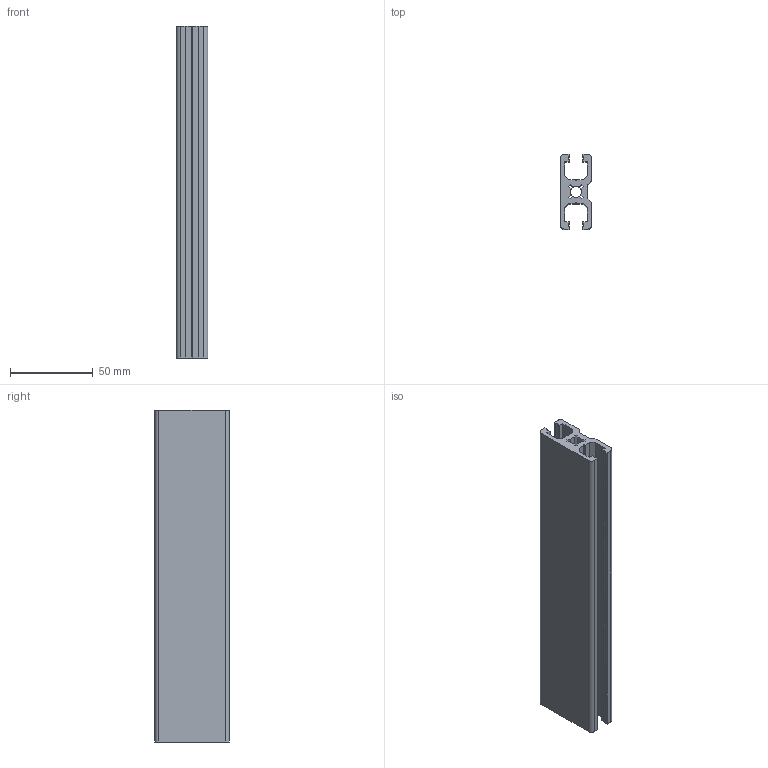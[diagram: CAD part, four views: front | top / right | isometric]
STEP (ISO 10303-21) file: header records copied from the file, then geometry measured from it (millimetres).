
FILE_DESCRIPTION (( 'STEP AP203' ), '1' );
FILE_NAME ('006849 REF 01945.STEP', '2015-12-01T11:53:40', ( '' ), ( '' ), 'SwSTEP 2.0', 'SolidWorks 2015', '' );
FILE_SCHEMA (( 'CONFIG_CONTROL_DESIGN' ));
Length unit declared in the file: millimetre
Products named in the file (1): 006849 REF 01945
Bounding box: 19 x 45 x 200 mm (x, y, z)
Volume: 83372.5 mm3; surface area: 49509.1 mm2
Topology: 1 solids, 1 shells, 72 faces, 210 edges, 140 vertices
Faces by surface type: plane 49, cylinder 19, bspline 4
Entity records: 2481 total; most frequent: CARTESIAN_POINT 491, ORIENTED_EDGE 420, DIRECTION 378, EDGE_CURVE 210, VECTOR 164, LINE 164, VERTEX_POINT 140, AXIS2_PLACEMENT_3D 107
